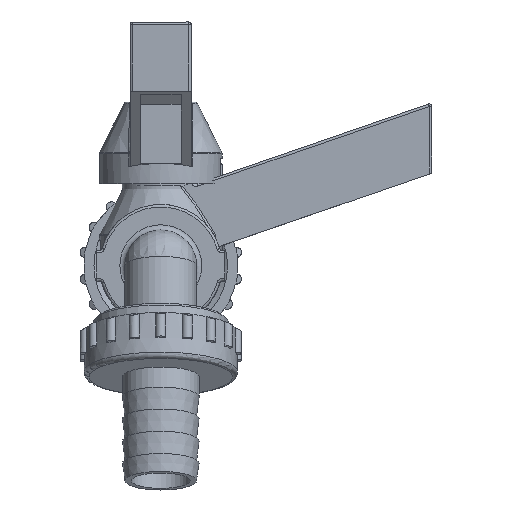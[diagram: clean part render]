
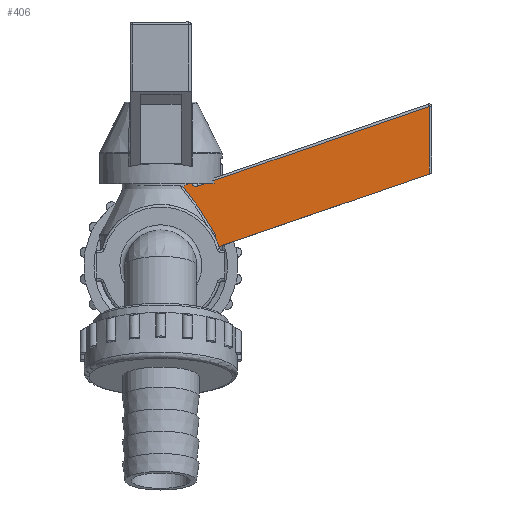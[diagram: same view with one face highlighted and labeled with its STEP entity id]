
A CAD part, front view. The second image highlights one B-rep face of the part: STEP entity #406.
In plain terms, the highlighted planar face has unit normal (0, -1, 0).
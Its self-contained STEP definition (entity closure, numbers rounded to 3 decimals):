
#406 = ADVANCED_FACE( '', ( #1068 ), #1069, .F. );
#1068 = FACE_OUTER_BOUND( '', #2381, .T. );
#1069 = PLANE( '', #2382 );
#2381 = EDGE_LOOP( '', ( #3916, #3917, #3918, #3919, #3920, #3921, #3922, #3923, #3924 ) );
#2382 = AXIS2_PLACEMENT_3D( '', #3925, #3926, #3927 );
#3916 = ORIENTED_EDGE( '', *, *, #6126, .F. );
#3917 = ORIENTED_EDGE( '', *, *, #6127, .T. );
#3918 = ORIENTED_EDGE( '', *, *, #6128, .T. );
#3919 = ORIENTED_EDGE( '', *, *, #6129, .F. );
#3920 = ORIENTED_EDGE( '', *, *, #6130, .T. );
#3921 = ORIENTED_EDGE( '', *, *, #5967, .F. );
#3922 = ORIENTED_EDGE( '', *, *, #6131, .T. );
#3923 = ORIENTED_EDGE( '', *, *, #6132, .T. );
#3924 = ORIENTED_EDGE( '', *, *, #6133, .T. );
#3925 = CARTESIAN_POINT( '', ( 53., -6., 16. ) );
#3926 = DIRECTION( '', ( 0., 1., 0. ) );
#3927 = DIRECTION( '', ( 0., 0., 1. ) );
#5967 = EDGE_CURVE( '', #6859, #6861, #6862, .T. );
#6126 = EDGE_CURVE( '', #7141, #7142, #7143, .T. );
#6127 = EDGE_CURVE( '', #7141, #7144, #7145, .T. );
#6128 = EDGE_CURVE( '', #7144, #7146, #7147, .T. );
#6129 = EDGE_CURVE( '', #7148, #7146, #7149, .T. );
#6130 = EDGE_CURVE( '', #7148, #6861, #7150, .T. );
#6131 = EDGE_CURVE( '', #6859, #7151, #7152, .F. );
#6132 = EDGE_CURVE( '', #7151, #7153, #7154, .F. );
#6133 = EDGE_CURVE( '', #7153, #7142, #7155, .T. );
#6859 = VERTEX_POINT( '', #8239 );
#6861 = VERTEX_POINT( '', #8241 );
#6862 = LINE( '', #8242, #8243 );
#7141 = VERTEX_POINT( '', #9097 );
#7142 = VERTEX_POINT( '', #9098 );
#7143 = LINE( '', #9099, #9100 );
#7144 = VERTEX_POINT( '', #9101 );
#7145 = B_SPLINE_CURVE_WITH_KNOTS( '', 3, ( #9102, #9103, #9104, #9105, #9106, #9107, #9108, #9109, #9110, #9111, #9112, #9113, #9114, #9115, #9116, #9117, #9118, #9119, #9120, #9121, #9122, #9123, #9124, #9125, #9126, #9127 ), .UNSPECIFIED., .F., .F., ( 4, 2, 2, 2, 2, 1, 2, 2, 2, 2, 2, 1, 2, 4 ), ( 0., 0., 0., 0., 0., 0., 0., 0.001, 0.001, 0.001, 0.001, 0.001, 0.001, 0.001 ), .UNSPECIFIED. );
#7146 = VERTEX_POINT( '', #9128 );
#7147 = B_SPLINE_CURVE_WITH_KNOTS( '', 3, ( #9129, #9130, #9131, #9132, #9133, #9134, #9135, #9136, #9137, #9138, #9139, #9140, #9141, #9142, #9143, #9144, #9145, #9146, #9147, #9148, #9149, #9150, #9151, #9152, #9153, #9154 ), .UNSPECIFIED., .F., .F., ( 4, 2, 2, 2, 2, 2, 1, 2, 2, 1, 2, 2, 2, 4 ), ( 0., 0.001, 0.001, 0.002, 0.003, 0.003, 0.004, 0.005, 0.006, 0.006, 0.007, 0.008, 0.01, 0.011 ), .UNSPECIFIED. );
#7148 = VERTEX_POINT( '', #9155 );
#7149 = B_SPLINE_CURVE_WITH_KNOTS( '', 3, ( #9156, #9157, #9158, #9159, #9160, #9161, #9162, #9163, #9164, #9165, #9166, #9167, #9168 ), .UNSPECIFIED., .F., .F., ( 4, 2, 2, 2, 2, 1, 4 ), ( 0., 0., 0., 0., 0., 0., 0. ), .UNSPECIFIED. );
#7150 = LINE( '', #9169, #9170 );
#7151 = VERTEX_POINT( '', #9171 );
#7152 = LINE( '', #9172, #9173 );
#7153 = VERTEX_POINT( '', #9174 );
#7154 = LINE( '', #9175, #9176 );
#7155 = CIRCLE( '', #9177, 1. );
#8239 = CARTESIAN_POINT( '', ( 52.5, -6., 17.918 ) );
#8241 = CARTESIAN_POINT( '', ( 10.677, -6., 3.517 ) );
#8242 = CARTESIAN_POINT( '', ( 53., -6., 18.09 ) );
#8243 = VECTOR( '', #11191, 1000. );
#9097 = CARTESIAN_POINT( '', ( 5.475, -6., 16. ) );
#9098 = CARTESIAN_POINT( '', ( 6.05, -6., 16. ) );
#9099 = CARTESIAN_POINT( '', ( 0., -6., 16. ) );
#9100 = VECTOR( '', #11534, 1000. );
#9101 = CARTESIAN_POINT( '', ( 4.328, -6., 15.5 ) );
#9102 = CARTESIAN_POINT( '', ( 5.475, -6., 16. ) );
#9103 = CARTESIAN_POINT( '', ( 5.449, -6., 16. ) );
#9104 = CARTESIAN_POINT( '', ( 5.422, -6., 15.999 ) );
#9105 = CARTESIAN_POINT( '', ( 5.369, -6., 15.994 ) );
#9106 = CARTESIAN_POINT( '', ( 5.343, -6., 15.99 ) );
#9107 = CARTESIAN_POINT( '', ( 5.265, -6., 15.976 ) );
#9108 = CARTESIAN_POINT( '', ( 5.214, -6., 15.962 ) );
#9109 = CARTESIAN_POINT( '', ( 5.15, -6., 15.941 ) );
#9110 = CARTESIAN_POINT( '', ( 5.138, -6., 15.937 ) );
#9111 = CARTESIAN_POINT( '', ( 5.113, -6., 15.928 ) );
#9112 = CARTESIAN_POINT( '', ( 5.076, -6., 15.914 ) );
#9113 = CARTESIAN_POINT( '', ( 5.039, -6., 15.899 ) );
#9114 = CARTESIAN_POINT( '', ( 4.966, -6., 15.867 ) );
#9115 = CARTESIAN_POINT( '', ( 4.919, -6., 15.845 ) );
#9116 = CARTESIAN_POINT( '', ( 4.826, -6., 15.796 ) );
#9117 = CARTESIAN_POINT( '', ( 4.779, -6., 15.771 ) );
#9118 = CARTESIAN_POINT( '', ( 4.688, -6., 15.719 ) );
#9119 = CARTESIAN_POINT( '', ( 4.643, -6., 15.692 ) );
#9120 = CARTESIAN_POINT( '', ( 4.552, -6., 15.638 ) );
#9121 = CARTESIAN_POINT( '', ( 4.507, -6., 15.611 ) );
#9122 = CARTESIAN_POINT( '', ( 4.44, -6., 15.569 ) );
#9123 = CARTESIAN_POINT( '', ( 4.406, -6., 15.548 ) );
#9124 = CARTESIAN_POINT( '', ( 4.373, -6., 15.528 ) );
#9125 = CARTESIAN_POINT( '', ( 4.35, -6., 15.514 ) );
#9126 = CARTESIAN_POINT( '', ( 4.339, -6., 15.507 ) );
#9127 = CARTESIAN_POINT( '', ( 4.328, -6., 15.5 ) );
#9128 = CARTESIAN_POINT( '', ( 10.553, -6., 6.329 ) );
#9129 = CARTESIAN_POINT( '', ( 4.328, -6., 15.5 ) );
#9130 = CARTESIAN_POINT( '', ( 4.483, -6., 15.328 ) );
#9131 = CARTESIAN_POINT( '', ( 4.635, -6., 15.153 ) );
#9132 = CARTESIAN_POINT( '', ( 4.934, -6., 14.799 ) );
#9133 = CARTESIAN_POINT( '', ( 5.08, -6., 14.62 ) );
#9134 = CARTESIAN_POINT( '', ( 5.368, -6., 14.259 ) );
#9135 = CARTESIAN_POINT( '', ( 5.51, -6., 14.077 ) );
#9136 = CARTESIAN_POINT( '', ( 5.79, -6., 13.709 ) );
#9137 = CARTESIAN_POINT( '', ( 5.928, -6., 13.524 ) );
#9138 = CARTESIAN_POINT( '', ( 6.202, -6., 13.151 ) );
#9139 = CARTESIAN_POINT( '', ( 6.337, -6., 12.964 ) );
#9140 = CARTESIAN_POINT( '', ( 6.604, -6., 12.587 ) );
#9141 = CARTESIAN_POINT( '', ( 6.868, -6., 12.208 ) );
#9142 = CARTESIAN_POINT( '', ( 7.128, -6., 11.825 ) );
#9143 = CARTESIAN_POINT( '', ( 7.386, -6., 11.441 ) );
#9144 = CARTESIAN_POINT( '', ( 7.514, -6., 11.248 ) );
#9145 = CARTESIAN_POINT( '', ( 7.768, -6., 10.861 ) );
#9146 = CARTESIAN_POINT( '', ( 8.02, -6., 10.473 ) );
#9147 = CARTESIAN_POINT( '', ( 8.269, -6., 10.083 ) );
#9148 = CARTESIAN_POINT( '', ( 8.64, -6., 9.497 ) );
#9149 = CARTESIAN_POINT( '', ( 8.884, -6., 9.104 ) );
#9150 = CARTESIAN_POINT( '', ( 9.368, -6., 8.316 ) );
#9151 = CARTESIAN_POINT( '', ( 9.608, -6., 7.92 ) );
#9152 = CARTESIAN_POINT( '', ( 10.083, -6., 7.126 ) );
#9153 = CARTESIAN_POINT( '', ( 10.319, -6., 6.728 ) );
#9154 = CARTESIAN_POINT( '', ( 10.553, -6., 6.329 ) );
#9155 = CARTESIAN_POINT( '', ( 10.677, -6., 5.882 ) );
#9156 = CARTESIAN_POINT( '', ( 10.677, -6., 5.882 ) );
#9157 = CARTESIAN_POINT( '', ( 10.677, -6., 5.921 ) );
#9158 = CARTESIAN_POINT( '', ( 10.674, -6., 5.961 ) );
#9159 = CARTESIAN_POINT( '', ( 10.668, -6., 6.009 ) );
#9160 = CARTESIAN_POINT( '', ( 10.666, -6., 6.019 ) );
#9161 = CARTESIAN_POINT( '', ( 10.663, -6., 6.038 ) );
#9162 = CARTESIAN_POINT( '', ( 10.661, -6., 6.048 ) );
#9163 = CARTESIAN_POINT( '', ( 10.655, -6., 6.077 ) );
#9164 = CARTESIAN_POINT( '', ( 10.65, -6., 6.096 ) );
#9165 = CARTESIAN_POINT( '', ( 10.634, -6., 6.152 ) );
#9166 = CARTESIAN_POINT( '', ( 10.608, -6., 6.226 ) );
#9167 = CARTESIAN_POINT( '', ( 10.573, -6., 6.295 ) );
#9168 = CARTESIAN_POINT( '', ( 10.553, -6., 6.329 ) );
#9169 = CARTESIAN_POINT( '', ( 10.677, -6., 16. ) );
#9170 = VECTOR( '', #11535, 1000. );
#9171 = CARTESIAN_POINT( '', ( 52.5, -6., 31.138 ) );
#9172 = CARTESIAN_POINT( '', ( 52.5, -6., 31.839 ) );
#9173 = VECTOR( '', #11536, 1000. );
#9174 = CARTESIAN_POINT( '', ( 7.242, -6., 15.554 ) );
#9175 = CARTESIAN_POINT( '', ( 7.163, -6., 15.527 ) );
#9176 = VECTOR( '', #11537, 1000. );
#9177 = AXIS2_PLACEMENT_3D( '', #11538, #11539, #11540 );
#11191 = DIRECTION( '', ( -0.946, 0., -0.326 ) );
#11534 = DIRECTION( '', ( 1., 0., 0. ) );
#11535 = DIRECTION( '', ( 0., 0., -1. ) );
#11536 = DIRECTION( '', ( 0., 0., -1. ) );
#11537 = DIRECTION( '', ( 0.946, 0., 0.326 ) );
#11538 = CARTESIAN_POINT( '', ( 6.916, -6., 16.5 ) );
#11539 = DIRECTION( '', ( 0., 1., 0. ) );
#11540 = DIRECTION( '', ( 0., 0., 1. ) );
